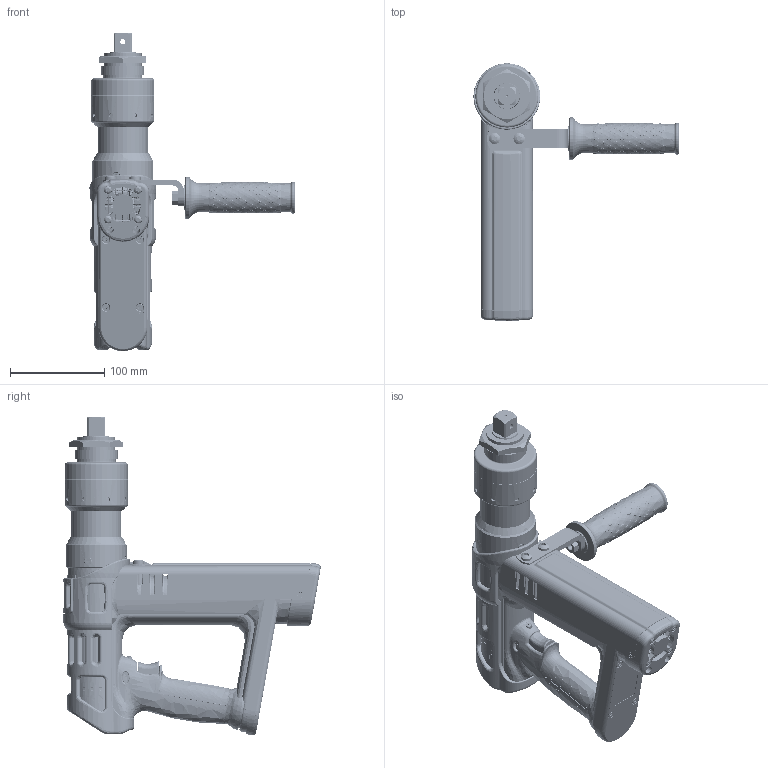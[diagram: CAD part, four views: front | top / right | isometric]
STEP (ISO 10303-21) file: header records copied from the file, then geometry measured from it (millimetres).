
FILE_DESCRIPTION((''),'2;1');
FILE_NAME('OUTER_GEOMETRY_SW0002','2020-04-20T22:51:10',('INEdipo'),(''),'CREO PARAMETRIC BY PTC INC, 2018100','CREO PARAMETRIC BY PTC INC, 2018100','');
FILE_SCHEMA(('CONFIG_CONTROL_DESIGN','SHAPE_APPEARANCE_LAYERS_GROUPS'));
Length unit declared in the file: inch
Products named in the file (1): OUTER_GEOMETRY_SW0002
Bounding box: 218 x 273.5 x 338.45 mm (x, y, z)
Volume: 1688992.4 mm3; surface area: 334341.6 mm2
Topology: 2 solids, 4 shells, 6579 faces, 17423 edges, 10702 vertices
Faces by surface type: bspline 2426, cylinder 1433, plane 1256, extrusion 1013, cone 237, torus 169, sphere 43, revolution 2
Entity records: 423692 total; most frequent: CARTESIAN_POINT 250758, ORIENTED_EDGE 34810, DIRECTION 20226, EDGE_CURVE 17405, VERTEX_POINT 10702, B_SPLINE_CURVE_WITH_KNOTS 9147, EDGE_LOOP 7005, AXIS2_PLACEMENT_3D 6799
